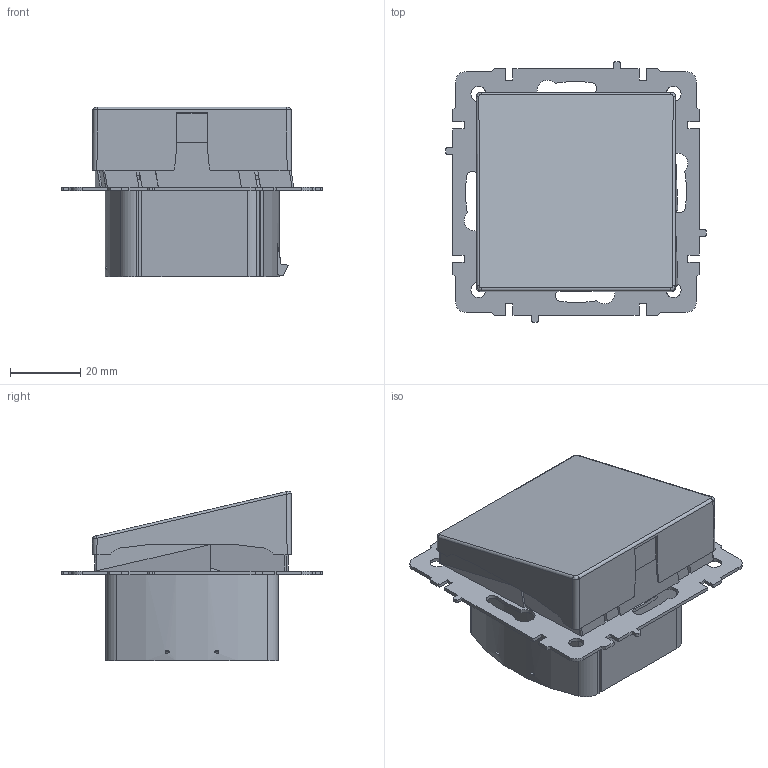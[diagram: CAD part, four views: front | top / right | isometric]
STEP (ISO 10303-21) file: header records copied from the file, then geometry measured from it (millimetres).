
FILE_DESCRIPTION (( 'STEP AP214' ), '1' );
FILE_NAME ('BRITE Âûâîä êàáåëÿ ÌÂ10.STEP', '2025-04-08T15:30:26', ( '' ), ( '' ), 'SwSTEP 2.0', 'SolidWorks 2022', '' );
FILE_SCHEMA (( 'AUTOMOTIVE_DESIGN' ));
Length unit declared in the file: millimetre
Products named in the file (1): BRITE Вывод кабеля МВ10
Bounding box: 74.4 x 74.4 x 48.41 mm (x, y, z)
Volume: 115357.9 mm3; surface area: 36195.7 mm2
Topology: 16 solids, 25 shells, 850 faces, 2398 edges, 1579 vertices
Faces by surface type: plane 621, cylinder 188, bspline 17, cone 16, torus 8
Entity records: 28386 total; most frequent: CARTESIAN_POINT 6356, ORIENTED_EDGE 4796, DIRECTION 4120, EDGE_CURVE 2398, LINE 1794, VECTOR 1794, VERTEX_POINT 1579, AXIS2_PLACEMENT_3D 1163
